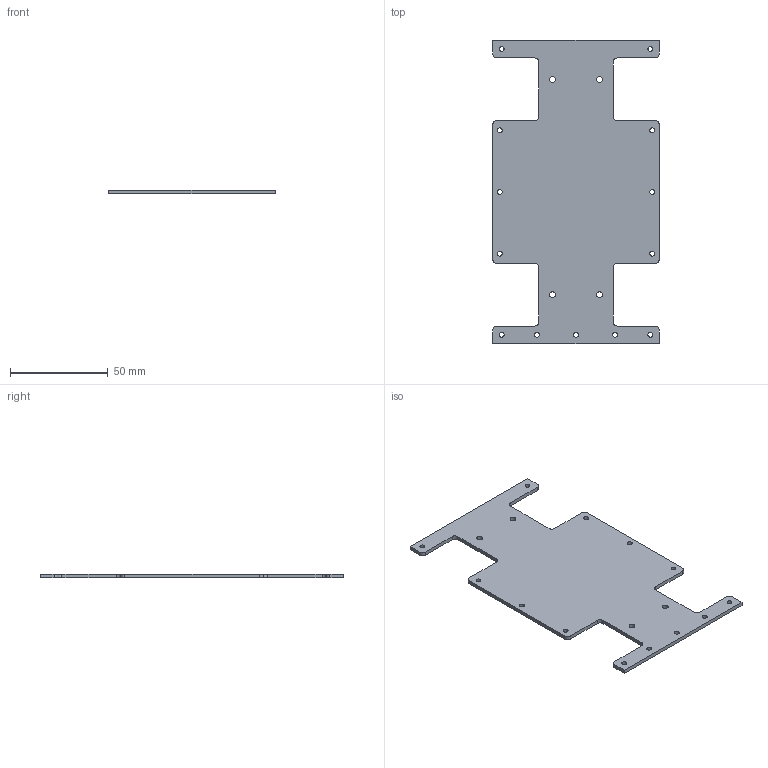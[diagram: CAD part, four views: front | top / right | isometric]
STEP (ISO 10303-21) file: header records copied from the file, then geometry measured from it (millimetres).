
FILE_DESCRIPTION(('HOOPS Exchange Step'),'2;1');
FILE_NAME('temp_export','2022-03-10T10:19:46+08:00',('MakerYang'),('Shapr3D Limited'),'HOOPS Exchange 2021.2','Shapr3D','Authorized');
FILE_SCHEMA( ('AP203_CONFIGURATION_CONTROLLED_3D_DESIGN_OF_MECHANICAL_PARTS_AND_ASSEMBLIES_MIM_LF') );
Length unit declared in the file: millimetre
Products named in the file (3): 草图; Lite Dog; 58aabbcc-0d51-4d08-a9f5-49861e6f9c3c.tmp
Assembly tree (2 placements, depth 3):
  58aabbcc-0d51-4d08-a9f5-49861e6f9c3c.tmp
    Lite Dog
      草图
Bounding box: 85 x 155 x 2 mm (x, y, z)
Volume: 20149.8 mm3; surface area: 21738 mm2
Topology: 1 solids, 1 shells, 55 faces, 201 edges, 148 vertices
Faces by surface type: cylinder 33, plane 22
Full cylindrical faces by diameter (mm): 2.5 x13, 3 x4
Entity records: 2381 total; most frequent: DIRECTION 417, CARTESIAN_POINT 407, ORIENTED_EDGE 402, EDGE_CURVE 201, AXIS2_PLACEMENT_3D 158, VERTEX_POINT 148, VECTOR 101, LINE 101
